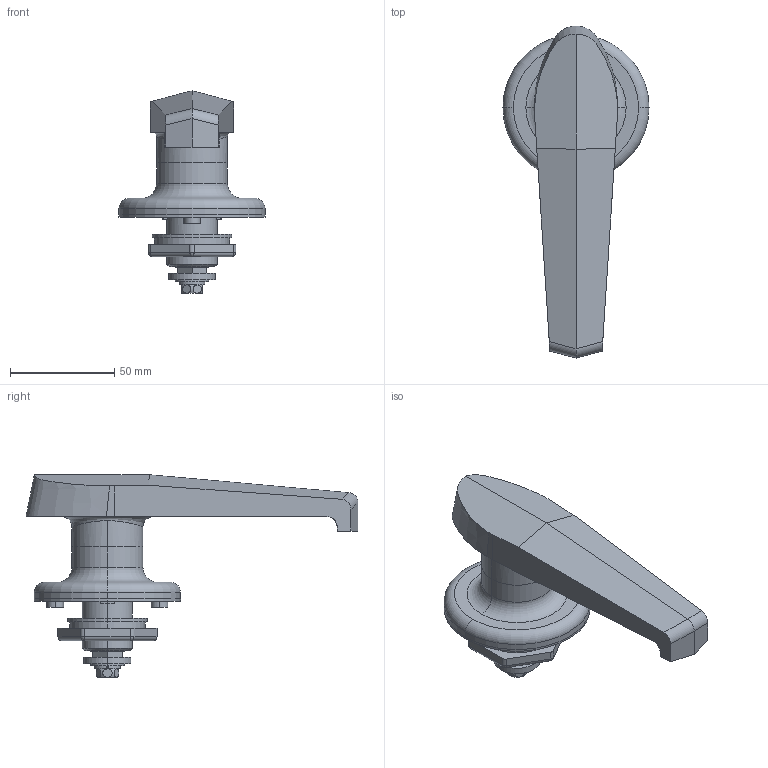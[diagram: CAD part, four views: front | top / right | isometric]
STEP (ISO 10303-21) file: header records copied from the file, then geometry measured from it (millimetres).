
FILE_DESCRIPTION (( 'STEP AP203' ), '1' );
FILE_NAME ('sone3D.STEP', '2013-10-03T05:46:12', ( '' ), ( '' ), 'SwSTEP 2.0', 'SolidWorks 2012', '' );
FILE_SCHEMA (( 'CONFIG_CONTROL_DESIGN' ));
Length unit declared in the file: millimetre
Products named in the file (12): sone3D; 十字穴付き六角ボルトM6（SW･平W付）; 暯儚僢僔儍乕M6暲娵_M6-冇16亊冇6.5亊t1; スプリングワッシャーM6_JIS B 1251 No.2 6; 廫帤寠晅偒榋妏儃儖僩M6_M6亊20; AP-140-1角穴ワッシャー_; AP-140-1歯付座金_; AP-140-1六角ナット_; AP-140-1パッキン_; AP-140-1僀儞僒乕僩_; AP-140-1僴儞僪儖__AP-140-1-2_; AP-140-1台座__AP-140-1台座_
Assembly tree (11 placements, depth 3):
  sone3D
    AP-140-1台座__AP-140-1台座_
    AP-140-1僴儞僪儖__AP-140-1-2_
    AP-140-1僀儞僒乕僩_
    AP-140-1パッキン_
    AP-140-1六角ナット_
    AP-140-1歯付座金_
    AP-140-1角穴ワッシャー_
    十字穴付き六角ボルトM6（SW･平W付）
      廫帤寠晅偒榋妏儃儖僩M6_M6亊20
      スプリングワッシャーM6_JIS B 1251 No.2 6
      暯儚僢僔儍乕M6暲娵_M6-冇16亊冇6.5亊t1
Bounding box: 70 x 159 x 97 mm (x, y, z)
Volume: 152275.7 mm3; surface area: 55847.7 mm2
Topology: 10 solids, 10 shells, 246 faces, 587 edges, 375 vertices
Faces by surface type: plane 127, cylinder 94, torus 10, cone 6, sphere 6, bspline 3
Entity records: 9630 total; most frequent: CARTESIAN_POINT 2556, DIRECTION 1277, ORIENTED_EDGE 1162, EDGE_CURVE 581, AXIS2_PLACEMENT_3D 481, VERTEX_POINT 373, VECTOR 315, LINE 315
